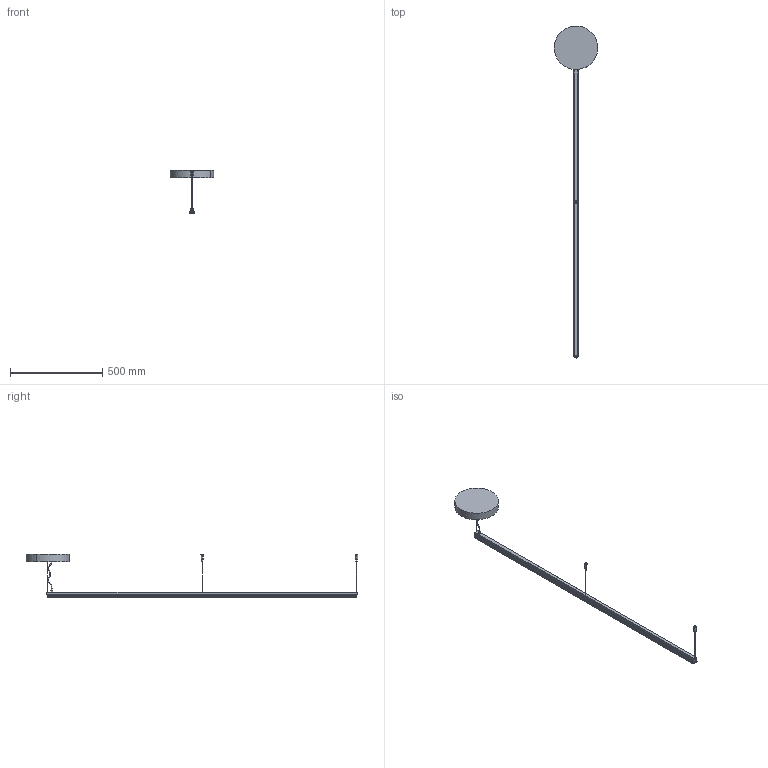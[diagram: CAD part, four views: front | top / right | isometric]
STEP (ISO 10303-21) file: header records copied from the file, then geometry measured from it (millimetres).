
FILE_DESCRIPTION(/* description */ (''),/* implementation_level */ '2;1');
FILE_NAME(/* name */ 'SOMNIUM STAND ALONE_1680 mm',/* time_stamp */ '2025-04-28T15:35:02+02:00',/* author */ (''),/* organization */ (''),/* preprocessor_version */ 'ST-DEVELOPER v16.5',/* originating_system */ 'Rhino 7.37',/* authorisation */ '');
FILE_SCHEMA (('AUTOMOTIVE_DESIGN'));
Length unit declared in the file: millimetre
Products named in the file (6): Document; Y104002274_A-CAVETTO SOSP.D.0.8 L_2000 MM 01; X306000048_--GUARNIZ.OR D.I.2_9 SP 1_78 TRST 01; Y104002274_A-CAVETTO SOSP.D.0.8 L_2000 MM; X304000029_--BLOCCACAVO DINAMICO A SOFF.COMPL.NICH.; 009859_--SOMNIUM LENTE LINEARE semplificata
Assembly tree (19 placements, depth 2):
  Document
    Y104002274_A-CAVETTO SOSP.D.0.8 L_2000 MM 01
    X306000048_--GUARNIZ.OR D.I.2_9 SP 1_78 TRST 01  x2
    Y104002274_A-CAVETTO SOSP.D.0.8 L_2000 MM  x2
    X304000029_--BLOCCACAVO DINAMICO A SOFF.COMPL.NICH.  x2
    009859_--SOMNIUM LENTE LINEARE semplificata  x12
Bounding box: 235.64 x 1801.91 x 238.75 mm (x, y, z)
Volume: 2639489.9 mm3; surface area: 504433.3 mm2
Topology: 24 solids, 24 shells, 9178 faces, 25066 edges, 15939 vertices
Faces by surface type: bspline 6413, cylinder 1992, plane 773
Entity records: 44071 total; most frequent: CARTESIAN_POINT 29216, ORIENTED_EDGE 4614, EDGE_CURVE 2307, B_SPLINE_CURVE_WITH_KNOTS 1955, VERTEX_POINT 1470, EDGE_LOOP 909, ADVANCED_FACE 880, FACE_OUTER_BOUND 880
